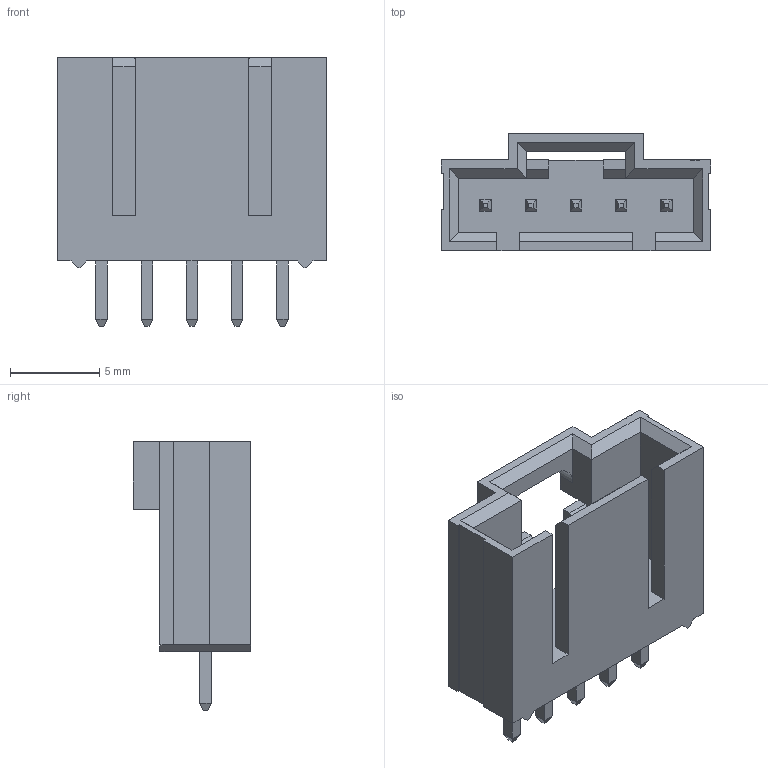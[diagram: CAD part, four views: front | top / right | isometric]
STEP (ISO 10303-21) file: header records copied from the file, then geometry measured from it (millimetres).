
FILE_DESCRIPTION((''),'2;1');
FILE_NAME('1719710005','2019-01-10T',('gga'),(''),'PRO/ENGINEER BY PARAMETRIC TECHNOLOGY CORPORATION, 2016010','PRO/ENGINEER BY PARAMETRIC TECHNOLOGY CORPORATION, 2016010','');
FILE_SCHEMA(('CONFIG_CONTROL_DESIGN'));
Length unit declared in the file: millimetre
Products named in the file (1): 1719710005
Bounding box: 15.16 x 6.6 x 15.11 mm (x, y, z)
Volume: 496.4 mm3; surface area: 1017 mm2
Topology: 1 solids, 1 shells, 156 faces, 396 edges, 252 vertices
Faces by surface type: plane 154, cylinder 2
Entity records: 4584 total; most frequent: CARTESIAN_POINT 793, ORIENTED_EDGE 770, DIRECTION 724, EDGE_CURVE 385, VECTOR 382, LINE 382, VERTEX_POINT 240, AXIS2_PLACEMENT_3D 171
